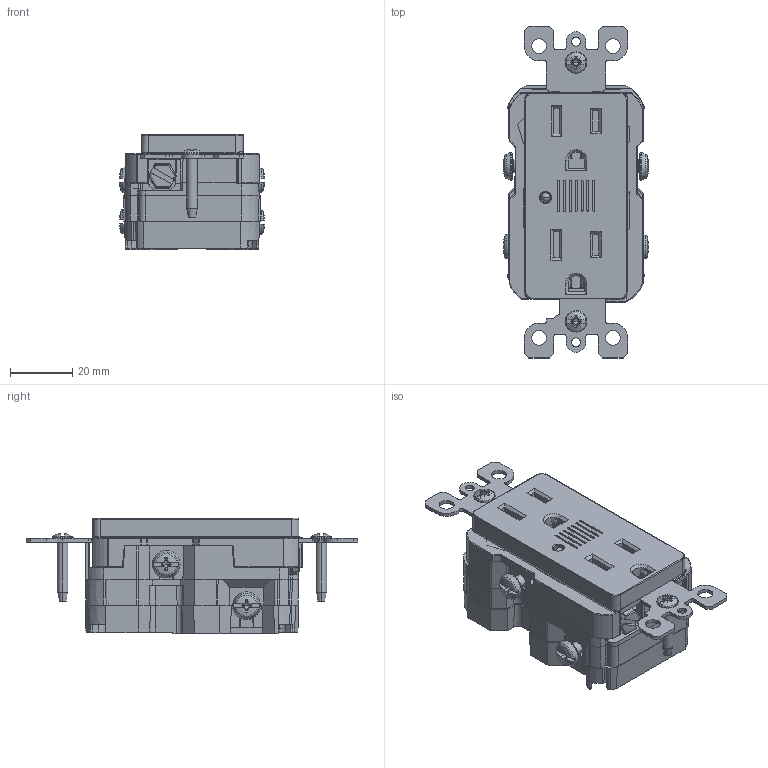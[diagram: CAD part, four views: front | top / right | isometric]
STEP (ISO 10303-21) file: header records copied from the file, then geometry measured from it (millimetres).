
FILE_DESCRIPTION (( 'STEP AP214' ), '1' );
FILE_NAME ('CATSTD-07280-000-M01.STEP', '2021-03-29T14:40:21', ( '' ), ( '' ), 'SwSTEP 2.0', 'SolidWorks 2020', '' );
FILE_SCHEMA (( 'AUTOMOTIVE_DESIGN' ));
Length unit declared in the file: inch
Products named in the file (23): OG45587-M01^CATSTD-07280-000-M01; BA46511-M01^CATSTD-07280-000-M01; OE45146-M01^CATSTD-07280-000-M01; Contact1IG^OE45146-M01_CATSTD-07280-000-M01; OE45146-M01^OE45146-M01_CATSTD-07280-000-M01; OG63752-M01^CATSTD-07280-000-M01_OG63752-M26; CATSTD-07280-000-M01; OX45857-M01^CATSTD-07280-000-M01; BA68109-M01^CATSTD-07280-000-M01; OX45237-D01^CATSTD-07280-000-M01; Grnd.Screw^OE45146-M01_CATSTD-07280-000-M01; OT43634-M01^CATSTD-07280-000-M01; OT43649-M01^CATSTD-07280-000-M01; OT43631-D01^CATSTD-07280-000-M01; OT43632-M01^CATSTD-07280-000-M01; GRND.STRAP.TAPE^OE45146-M01_CATSTD-07280-000-M01; GRND.STRAP.WIRE^OE45146-M01_CATSTD-07280-000-M01; BA46138-M01^CATSTD-07280-000-M01
Assembly tree (22 placements, depth 3):
  CATSTD-07280-000-M01
    BA68109-M01^CATSTD-07280-000-M01
    BA46138-M01^CATSTD-07280-000-M01
    OE45146-M01^CATSTD-07280-000-M01
      OE45146-M01^OE45146-M01_CATSTD-07280-000-M01
      Contact1IG^OE45146-M01_CATSTD-07280-000-M01
      Contact1IG^OE45146-M01_CATSTD-07280-000-M01
      Grnd.Screw^OE45146-M01_CATSTD-07280-000-M01
    OT43634-M01^CATSTD-07280-000-M01
    OT43649-M01^CATSTD-07280-000-M01
    OT43631-D01^CATSTD-07280-000-M01
    OT43632-M01^CATSTD-07280-000-M01
    OX45857-M01^CATSTD-07280-000-M01
    OG45587-M01^CATSTD-07280-000-M01
    OG45587-M01^CATSTD-07280-000-M01
    OG45587-M01^CATSTD-07280-000-M01  x2
    OX45857-M01^CATSTD-07280-000-M01  x2
    BA46511-M01^CATSTD-07280-000-M01
    OX45237-D01^CATSTD-07280-000-M01
    OG63752-M01^CATSTD-07280-000-M01_OG63752-M26  x2
  GRND.STRAP.TAPE^OE45146-M01_CATSTD-07280-000-M01
  OX45857-M01^CATSTD-07280-000-M01
  GRND.STRAP.WIRE^OE45146-M01_CATSTD-07280-000-M01
Bounding box: 46.72 x 106.93 x 37.16 mm (x, y, z)
Volume: 32061.8 mm3; surface area: 37809.7 mm2
Topology: 29 solids, 29 shells, 4823 faces, 12969 edges, 8510 vertices
Faces by surface type: plane 3421, bspline 785, cylinder 301, cone 241, sphere 43, torus 32
Entity records: 182272 total; most frequent: CARTESIAN_POINT 69529, ORIENTED_EDGE 24980, DIRECTION 17932, EDGE_CURVE 12490, LINE 8420, VECTOR 8420, VERTEX_POINT 8219, EDGE_LOOP 5081
